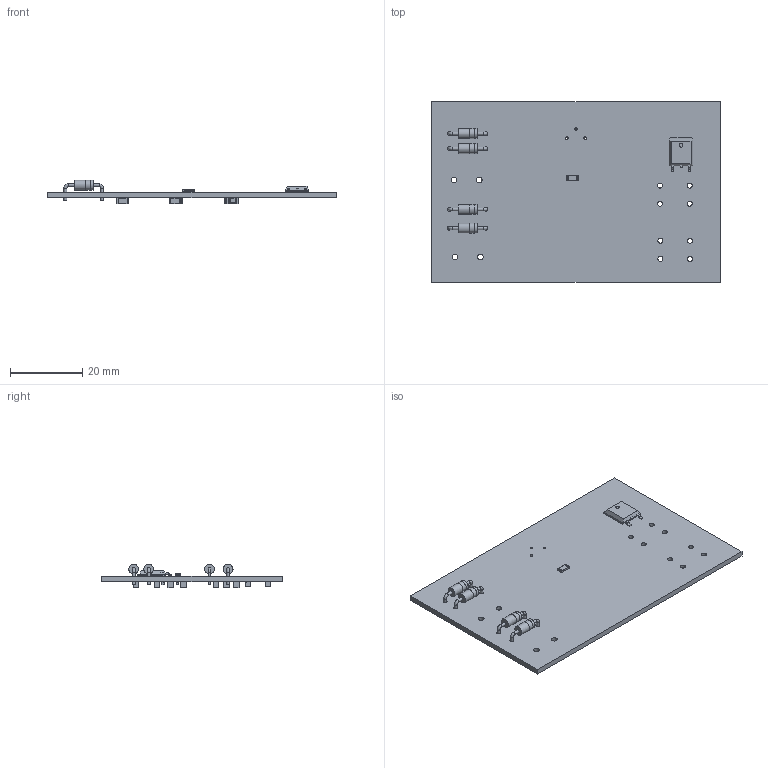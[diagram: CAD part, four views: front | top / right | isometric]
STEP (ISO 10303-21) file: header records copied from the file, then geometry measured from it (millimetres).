
FILE_DESCRIPTION(('KiCad electronic assembly'),'2;1');
FILE_NAME('EE101_Board.step','2025-09-10T19:36:16',('Pcbnew'),('Kicad'), 'Open CASCADE STEP processor 7.8','KiCad to STEP converter','Unknown' );
FILE_SCHEMA(('AUTOMOTIVE_DESIGN { 1 0 10303 214 1 1 1 1 }'));
Length unit declared in the file: millimetre
Products named in the file (9): EE101_Board 1; ATPAK-2; EE101_Board 1.1.1; D_DO-41_SOD81_P10.16mm_Horizontal; R_1206_3216Metric; C_0603_1608Metric; C_1206_3216Metric; C_0805_2012Metric; EE101_Board_PCB
Assembly tree (19 placements, depth 3):
  EE101_Board 1
    ATPAK-2
      EE101_Board 1.1.1
    D_DO-41_SOD81_P10.16mm_Horizontal  x4
    R_1206_3216Metric
    C_0603_1608Metric  x2
    C_1206_3216Metric  x7
    C_0805_2012Metric  x2
    EE101_Board_PCB
Bounding box: 80 x 50 x 6.49 mm (x, y, z)
Volume: 6283.7 mm3; surface area: 9271.1 mm2
Topology: 22 solids, 22 shells, 506 faces, 1245 edges, 822 vertices
Faces by surface type: plane 298, cylinder 200, torus 8
Full cylindrical faces by diameter (mm): 0.714 x3, 0.8 x16, 1 x1, 1.1 x8, 1.4 x8, 1.6 x4, 2.7 x8, 2.72 x4
Entity records: 8334 total; most frequent: DIRECTION 1282, CARTESIAN_POINT 1253, ORIENTED_EDGE 1200, EDGE_CURVE 600, LINE 432, VECTOR 432, AXIS2_PLACEMENT_3D 425, VERTEX_POINT 396
